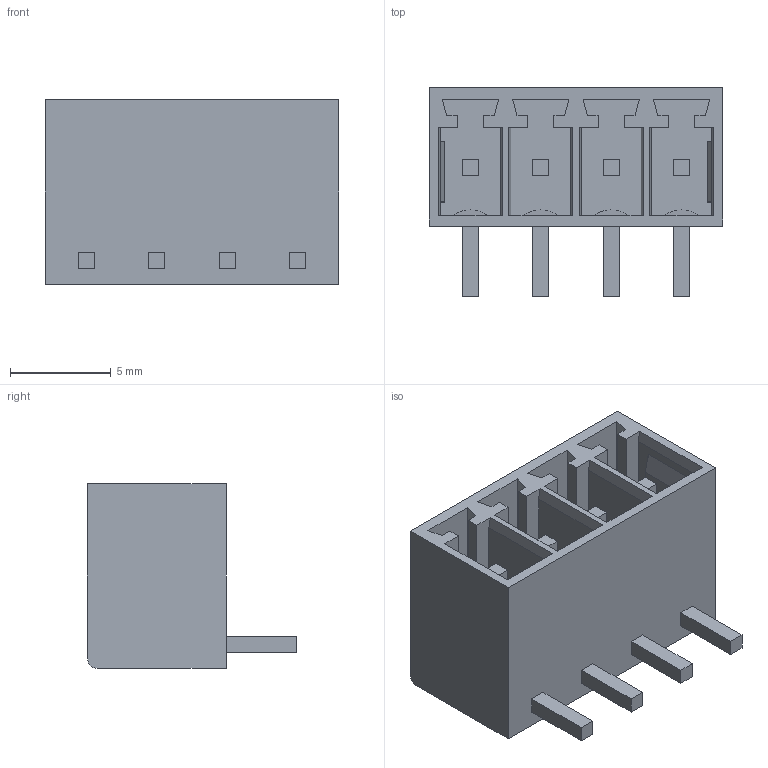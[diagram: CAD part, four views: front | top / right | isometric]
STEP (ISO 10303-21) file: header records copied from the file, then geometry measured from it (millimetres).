
FILE_DESCRIPTION((''),'2;1');
FILE_NAME('C-2350514-4','2022-03-29T01:53:03',('workeradm'),('TE Connectivity Ltd.'),'CREO PARAMETRIC BY PTC INC, 2021072','CREO PARAMETRIC BY PTC INC, 2021072','');
FILE_SCHEMA(('AUTOMOTIVE_DESIGN { 1 0 10303 214 1 1 1 1 }'));
Length unit declared in the file: millimetre
Products named in the file (1): C-2350514-4
Bounding box: 14.6 x 10.4 x 9.2 mm (x, y, z)
Volume: 615.3 mm3; surface area: 1117.9 mm2
Topology: 1 solids, 1 shells, 127 faces, 331 edges, 218 vertices
Faces by surface type: plane 122, cylinder 5
Entity records: 3875 total; most frequent: CARTESIAN_POINT 710, ORIENTED_EDGE 662, DIRECTION 587, EDGE_CURVE 331, VECTOR 321, LINE 321, VERTEX_POINT 218, EDGE_LOOP 139
